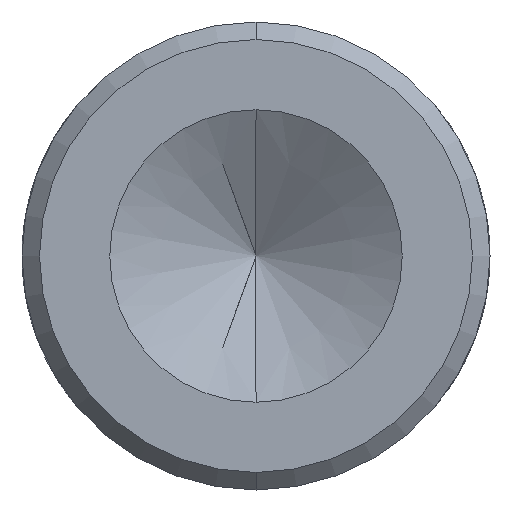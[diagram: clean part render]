
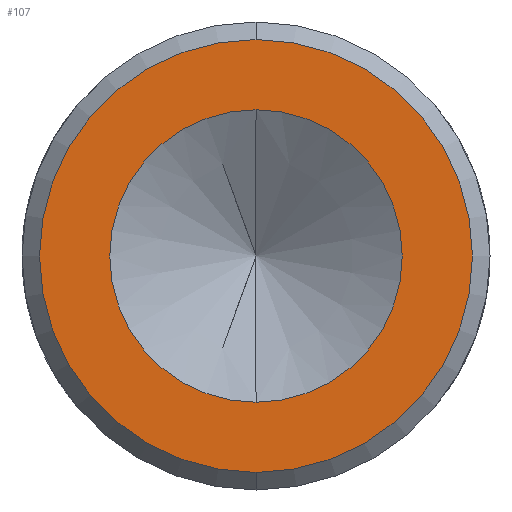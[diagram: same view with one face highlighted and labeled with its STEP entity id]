
A CAD part, front view. The second image highlights one B-rep face of the part: STEP entity #107.
In plain terms, the highlighted planar face has unit normal (0, -1, 0).
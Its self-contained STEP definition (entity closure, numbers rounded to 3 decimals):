
#4 = PLANE ( 'NONE',  #952 ) ;
#28 = ORIENTED_EDGE ( 'NONE', *, *, #442, .F. ) ;
#47 = FACE_BOUND ( 'NONE', #702, .T. ) ;
#72 = EDGE_CURVE ( 'NONE', #696, #163, #558, .T. ) ;
#88 = CARTESIAN_POINT ( 'NONE',  ( 0., 0., 0. ) ) ;
#107 = ADVANCED_FACE ( 'NONE', ( #810, #47 ), #4, .T. ) ;
#111 = CIRCLE ( 'NONE', #879, 3.7 ) ;
#137 = CIRCLE ( 'NONE', #495, 3.7 ) ;
#152 = DIRECTION ( 'NONE',  ( 0., 0., -1. ) ) ;
#163 = VERTEX_POINT ( 'NONE', #771 ) ;
#209 = CARTESIAN_POINT ( 'NONE',  ( 0., 0., -3.7 ) ) ;
#297 = CARTESIAN_POINT ( 'NONE',  ( 0., 0., 0. ) ) ;
#395 = CARTESIAN_POINT ( 'NONE',  ( 0., 0., 0. ) ) ;
#403 = ORIENTED_EDGE ( 'NONE', *, *, #424, .T. ) ;
#405 = CARTESIAN_POINT ( 'NONE',  ( 0., 0., -2.5 ) ) ;
#424 = EDGE_CURVE ( 'NONE', #667, #926, #137, .T. ) ;
#442 = EDGE_CURVE ( 'NONE', #163, #696, #670, .T. ) ;
#457 = DIRECTION ( 'NONE',  ( 0., -1., 0. ) ) ;
#488 = DIRECTION ( 'NONE',  ( 0., -1., 0. ) ) ;
#495 = AXIS2_PLACEMENT_3D ( 'NONE', #1229, #1025, #838 ) ;
#521 = ORIENTED_EDGE ( 'NONE', *, *, #72, .F. ) ;
#534 = AXIS2_PLACEMENT_3D ( 'NONE', #88, #457, #848 ) ;
#558 = CIRCLE ( 'NONE', #567, 2.5 ) ;
#567 = AXIS2_PLACEMENT_3D ( 'NONE', #297, #788, #870 ) ;
#597 = ORIENTED_EDGE ( 'NONE', *, *, #1164, .T. ) ;
#667 = VERTEX_POINT ( 'NONE', #209 ) ;
#670 = CIRCLE ( 'NONE', #534, 2.5 ) ;
#696 = VERTEX_POINT ( 'NONE', #405 ) ;
#702 = EDGE_LOOP ( 'NONE', ( #521, #28 ) ) ;
#771 = CARTESIAN_POINT ( 'NONE',  ( 0., 0., 2.5 ) ) ;
#788 = DIRECTION ( 'NONE',  ( 0., -1., 0. ) ) ;
#810 = FACE_OUTER_BOUND ( 'NONE', #1255, .T. ) ;
#838 = DIRECTION ( 'NONE',  ( 0., 0., -1. ) ) ;
#848 = DIRECTION ( 'NONE',  ( 0., 0., -1. ) ) ;
#870 = DIRECTION ( 'NONE',  ( 0., 0., -1. ) ) ;
#879 = AXIS2_PLACEMENT_3D ( 'NONE', #1213, #1232, #152 ) ;
#926 = VERTEX_POINT ( 'NONE', #1248 ) ;
#952 = AXIS2_PLACEMENT_3D ( 'NONE', #395, #488, #1162 ) ;
#1025 = DIRECTION ( 'NONE',  ( 0., -1., 0. ) ) ;
#1162 = DIRECTION ( 'NONE',  ( 0., 0., -1. ) ) ;
#1164 = EDGE_CURVE ( 'NONE', #926, #667, #111, .T. ) ;
#1213 = CARTESIAN_POINT ( 'NONE',  ( 0., 0., 0. ) ) ;
#1229 = CARTESIAN_POINT ( 'NONE',  ( 0., 0., 0. ) ) ;
#1232 = DIRECTION ( 'NONE',  ( 0., -1., 0. ) ) ;
#1248 = CARTESIAN_POINT ( 'NONE',  ( 0., 0., 3.7 ) ) ;
#1255 = EDGE_LOOP ( 'NONE', ( #597, #403 ) ) ;
